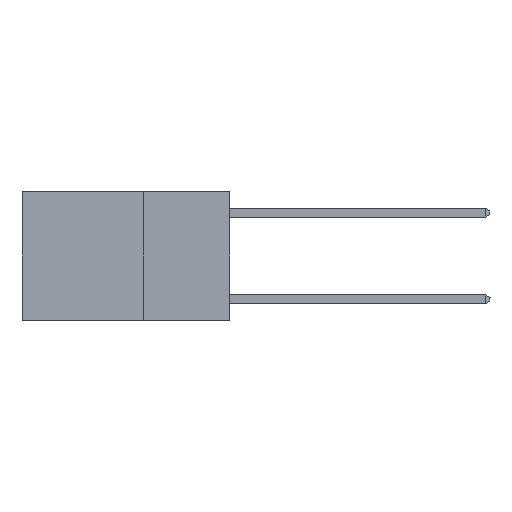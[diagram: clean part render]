
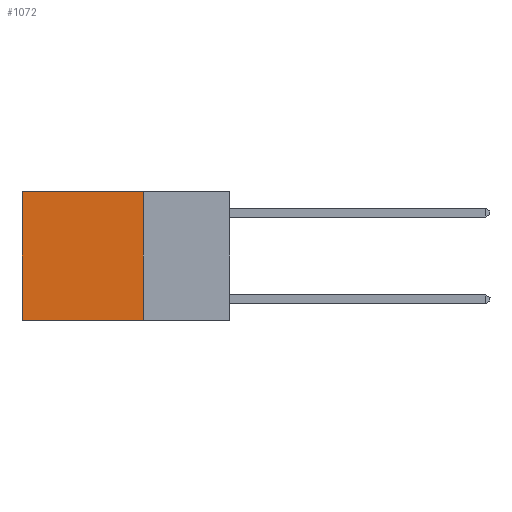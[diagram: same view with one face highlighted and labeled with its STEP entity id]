
A CAD part, left-side view. The second image highlights one B-rep face of the part: STEP entity #1072.
In plain terms, the highlighted planar face has unit normal (-1, 0, 0).
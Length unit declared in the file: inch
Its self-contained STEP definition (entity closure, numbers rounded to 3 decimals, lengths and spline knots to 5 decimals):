
#75 = DIRECTION ( 'NONE',  ( 0., 0., -1. ) ) ;
#110 = LINE ( 'NONE', #23964, #14462 ) ;
#1072 = ADVANCED_FACE ( 'NONE', ( #8301 ), #20358, .F. ) ;
#1771 = DIRECTION ( 'NONE',  ( 0., 0., -1. ) ) ;
#2249 = VERTEX_POINT ( 'NONE', #3783 ) ;
#2497 = DIRECTION ( 'NONE',  ( 0., 1., 0. ) ) ;
#2814 = EDGE_LOOP ( 'NONE', ( #11680, #12266, #17107, #8014 ) ) ;
#3374 = VECTOR ( 'NONE', #1771, 39.37008 ) ;
#3393 = LINE ( 'NONE', #11771, #8969 ) ;
#3504 = VERTEX_POINT ( 'NONE', #14366 ) ;
#3783 = CARTESIAN_POINT ( 'NONE',  ( 0.2625, 0.25, 0. ) ) ;
#5486 = DIRECTION ( 'NONE',  ( 0., 0., -1. ) ) ;
#5633 = CARTESIAN_POINT ( 'NONE',  ( 0.2625, 0.6, -0.37 ) ) ;
#5876 = CARTESIAN_POINT ( 'NONE',  ( 0.2625, 0.25, 0. ) ) ;
#7026 = VERTEX_POINT ( 'NONE', #5633 ) ;
#8014 = ORIENTED_EDGE ( 'NONE', *, *, #23516, .T. ) ;
#8190 = EDGE_CURVE ( 'NONE', #3504, #7026, #3393, .T. ) ;
#8301 = FACE_OUTER_BOUND ( 'NONE', #2814, .T. ) ;
#8969 = VECTOR ( 'NONE', #2497, 39.37008 ) ;
#9460 = EDGE_CURVE ( 'NONE', #16397, #7026, #17493, .T. ) ;
#11230 = DIRECTION ( 'NONE',  ( 0., 1., 0. ) ) ;
#11373 = DIRECTION ( 'NONE',  ( 1., 0., 0. ) ) ;
#11680 = ORIENTED_EDGE ( 'NONE', *, *, #9460, .T. ) ;
#11771 = CARTESIAN_POINT ( 'NONE',  ( 0.2625, 0.25, -0.37 ) ) ;
#12094 = AXIS2_PLACEMENT_3D ( 'NONE', #5876, #11373, #75 ) ;
#12266 = ORIENTED_EDGE ( 'NONE', *, *, #8190, .F. ) ;
#12944 = CARTESIAN_POINT ( 'NONE',  ( 0.2625, 0.6, 0. ) ) ;
#13999 = EDGE_CURVE ( 'NONE', #2249, #3504, #14433, .T. ) ;
#14366 = CARTESIAN_POINT ( 'NONE',  ( 0.2625, 0.25, -0.37 ) ) ;
#14433 = LINE ( 'NONE', #21792, #18706 ) ;
#14462 = VECTOR ( 'NONE', #11230, 39.37008 ) ;
#14641 = CARTESIAN_POINT ( 'NONE',  ( 0.2625, 0.6, 0. ) ) ;
#16397 = VERTEX_POINT ( 'NONE', #14641 ) ;
#17107 = ORIENTED_EDGE ( 'NONE', *, *, #13999, .F. ) ;
#17493 = LINE ( 'NONE', #12944, #3374 ) ;
#18706 = VECTOR ( 'NONE', #5486, 39.37008 ) ;
#20358 = PLANE ( 'NONE',  #12094 ) ;
#21792 = CARTESIAN_POINT ( 'NONE',  ( 0.2625, 0.25, 0. ) ) ;
#23516 = EDGE_CURVE ( 'NONE', #2249, #16397, #110, .T. ) ;
#23964 = CARTESIAN_POINT ( 'NONE',  ( 0.2625, 0.25, 0. ) ) ;
